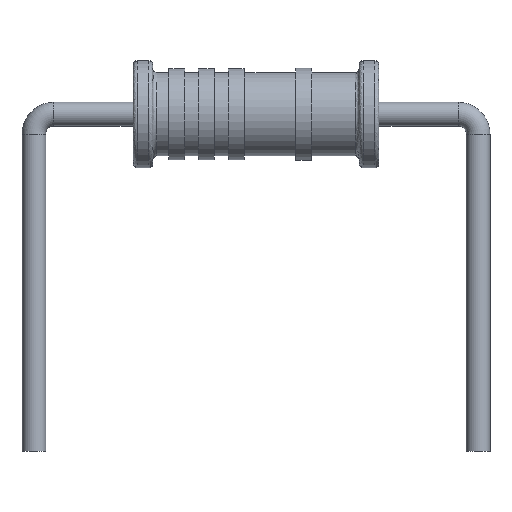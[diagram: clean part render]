
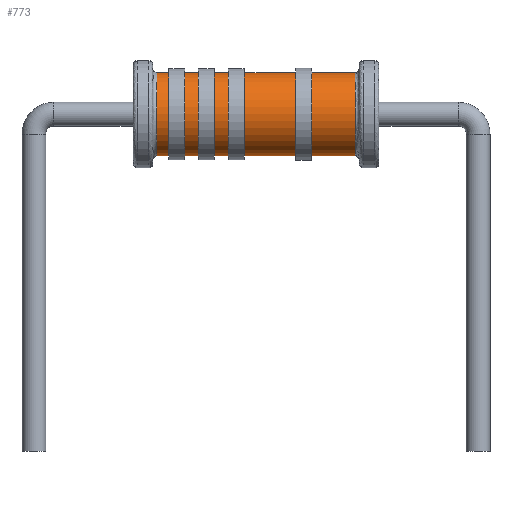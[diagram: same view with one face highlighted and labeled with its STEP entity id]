
A CAD part, front view. The second image highlights one B-rep face of the part: STEP entity #773.
In plain terms, the highlighted cylindrical face has radius 1.05 mm (diameter 2.1 mm), a full revolution.
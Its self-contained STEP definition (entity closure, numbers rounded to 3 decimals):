
#702 = SURFACE_OF_REVOLUTION('',#703,#708);
#703 = CIRCLE('',#704,0.1);
#704 = AXIS2_PLACEMENT_3D('',#705,#706,#707);
#705 = CARTESIAN_POINT('',(2.5,-1.15,0.));
#706 = DIRECTION('',(0.,0.,1.));
#707 = DIRECTION('',(1.,0.,0.));
#708 = AXIS1_PLACEMENT('',#709,#710);
#709 = CARTESIAN_POINT('',(0.,0.,0.));
#710 = DIRECTION('',(1.,0.,0.));
#723 = VERTEX_POINT('',#724);
#724 = CARTESIAN_POINT('',(2.5,-1.05,0.));
#746 = EDGE_CURVE('',#723,#723,#747,.T.);
#747 = SURFACE_CURVE('',#748,(#753,#760),.PCURVE_S1.);
#748 = CIRCLE('',#749,1.05);
#749 = AXIS2_PLACEMENT_3D('',#750,#751,#752);
#750 = CARTESIAN_POINT('',(2.5,0.,0.));
#751 = DIRECTION('',(1.,0.,0.));
#752 = DIRECTION('',(0.,-1.,0.));
#753 = PCURVE('',#702,#754);
#754 = DEFINITIONAL_REPRESENTATION('',(#755),#759);
#755 = LINE('',#756,#757);
#756 = CARTESIAN_POINT('',(0.,1.571));
#757 = VECTOR('',#758,1.);
#758 = DIRECTION('',(1.,0.));
#759 = ( GEOMETRIC_REPRESENTATION_CONTEXT(2) 
PARAMETRIC_REPRESENTATION_CONTEXT() REPRESENTATION_CONTEXT('2D SPACE',''
  ) );
#760 = PCURVE('',#761,#766);
#761 = CYLINDRICAL_SURFACE('',#762,1.05);
#762 = AXIS2_PLACEMENT_3D('',#763,#764,#765);
#763 = CARTESIAN_POINT('',(2.5,0.,0.));
#764 = DIRECTION('',(-1.,0.,0.));
#765 = DIRECTION('',(0.,-1.,0.));
#766 = DEFINITIONAL_REPRESENTATION('',(#767),#771);
#767 = LINE('',#768,#769);
#768 = CARTESIAN_POINT('',(0.,0.));
#769 = VECTOR('',#770,1.);
#770 = DIRECTION('',(-1.,0.));
#771 = ( GEOMETRIC_REPRESENTATION_CONTEXT(2) 
PARAMETRIC_REPRESENTATION_CONTEXT() REPRESENTATION_CONTEXT('2D SPACE',''
  ) );
#773 = ADVANCED_FACE('',(#774),#761,.T.);
#774 = FACE_BOUND('',#775,.F.);
#775 = EDGE_LOOP('',(#776,#777,#800,#831));
#776 = ORIENTED_EDGE('',*,*,#746,.T.);
#777 = ORIENTED_EDGE('',*,*,#778,.T.);
#778 = EDGE_CURVE('',#723,#779,#781,.T.);
#779 = VERTEX_POINT('',#780);
#780 = CARTESIAN_POINT('',(-2.5,-1.05,0.));
#781 = SEAM_CURVE('',#782,(#786,#793),.PCURVE_S1.);
#782 = LINE('',#783,#784);
#783 = CARTESIAN_POINT('',(2.5,-1.05,0.));
#784 = VECTOR('',#785,1.);
#785 = DIRECTION('',(-1.,0.,0.));
#786 = PCURVE('',#761,#787);
#787 = DEFINITIONAL_REPRESENTATION('',(#788),#792);
#788 = LINE('',#789,#790);
#789 = CARTESIAN_POINT('',(0.,0.));
#790 = VECTOR('',#791,1.);
#791 = DIRECTION('',(0.,1.));
#792 = ( GEOMETRIC_REPRESENTATION_CONTEXT(2) 
PARAMETRIC_REPRESENTATION_CONTEXT() REPRESENTATION_CONTEXT('2D SPACE',''
  ) );
#793 = PCURVE('',#761,#794);
#794 = DEFINITIONAL_REPRESENTATION('',(#795),#799);
#795 = LINE('',#796,#797);
#796 = CARTESIAN_POINT('',(-6.283,0.));
#797 = VECTOR('',#798,1.);
#798 = DIRECTION('',(0.,1.));
#799 = ( GEOMETRIC_REPRESENTATION_CONTEXT(2) 
PARAMETRIC_REPRESENTATION_CONTEXT() REPRESENTATION_CONTEXT('2D SPACE',''
  ) );
#800 = ORIENTED_EDGE('',*,*,#801,.F.);
#801 = EDGE_CURVE('',#779,#779,#802,.T.);
#802 = SURFACE_CURVE('',#803,(#808,#815),.PCURVE_S1.);
#803 = CIRCLE('',#804,1.05);
#804 = AXIS2_PLACEMENT_3D('',#805,#806,#807);
#805 = CARTESIAN_POINT('',(-2.5,0.,0.));
#806 = DIRECTION('',(1.,0.,0.));
#807 = DIRECTION('',(0.,-1.,0.));
#808 = PCURVE('',#761,#809);
#809 = DEFINITIONAL_REPRESENTATION('',(#810),#814);
#810 = LINE('',#811,#812);
#811 = CARTESIAN_POINT('',(0.,5.));
#812 = VECTOR('',#813,1.);
#813 = DIRECTION('',(-1.,0.));
#814 = ( GEOMETRIC_REPRESENTATION_CONTEXT(2) 
PARAMETRIC_REPRESENTATION_CONTEXT() REPRESENTATION_CONTEXT('2D SPACE',''
  ) );
#815 = PCURVE('',#816,#825);
#816 = SURFACE_OF_REVOLUTION('',#817,#822);
#817 = CIRCLE('',#818,0.1);
#818 = AXIS2_PLACEMENT_3D('',#819,#820,#821);
#819 = CARTESIAN_POINT('',(-2.5,-1.15,0.));
#820 = DIRECTION('',(0.,0.,1.));
#821 = DIRECTION('',(1.,0.,0.));
#822 = AXIS1_PLACEMENT('',#823,#824);
#823 = CARTESIAN_POINT('',(0.,0.,0.));
#824 = DIRECTION('',(1.,0.,0.));
#825 = DEFINITIONAL_REPRESENTATION('',(#826),#830);
#826 = LINE('',#827,#828);
#827 = CARTESIAN_POINT('',(0.,1.571));
#828 = VECTOR('',#829,1.);
#829 = DIRECTION('',(1.,0.));
#830 = ( GEOMETRIC_REPRESENTATION_CONTEXT(2) 
PARAMETRIC_REPRESENTATION_CONTEXT() REPRESENTATION_CONTEXT('2D SPACE',''
  ) );
#831 = ORIENTED_EDGE('',*,*,#778,.F.);
